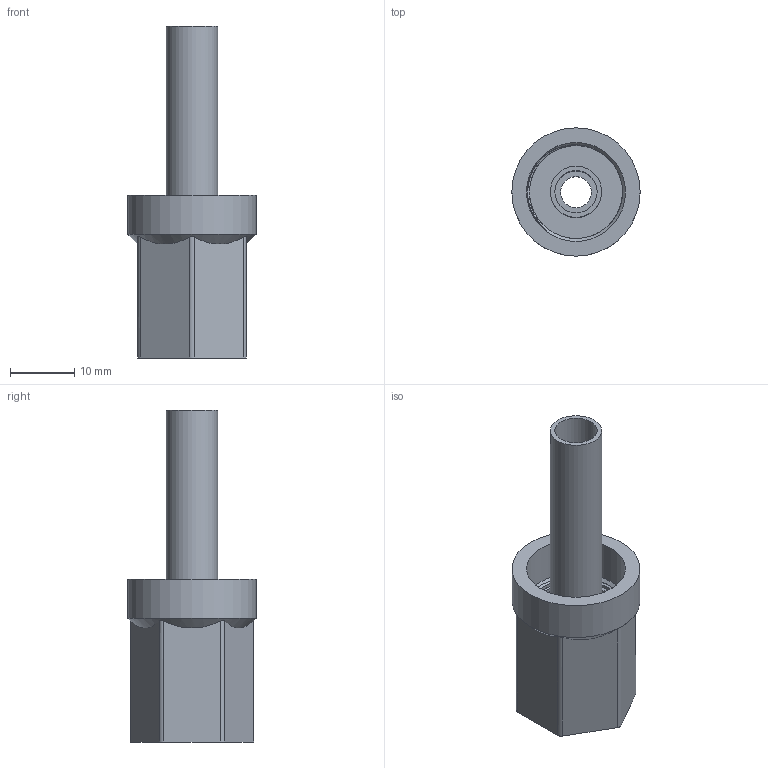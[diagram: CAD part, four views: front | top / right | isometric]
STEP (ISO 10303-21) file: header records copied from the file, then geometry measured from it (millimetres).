
FILE_DESCRIPTION(/* description */ (''),/* implementation_level */ '2;1');
FILE_NAME(/* name */ 'pen plotter v8.step',/* time_stamp */ '2025-05-19T16:06:33-05:00',/* author */ (''),/* organization */ (''),/* preprocessor_version */ 'ST-DEVELOPER v20.1',/* originating_system */ 'Autodesk Translation Framework v14.4.0.0',/* authorisation */ '');
FILE_SCHEMA (('AUTOMOTIVE_DESIGN { 1 0 10303 214 3 1 1 }'));
Length unit declared in the file: inch
Products named in the file (1): pen plotter
Bounding box: 20 x 20 x 51.77 mm (x, y, z)
Volume: 4988.4 mm3; surface area: 4573.5 mm2
Topology: 1 solids, 1 shells, 43 faces, 110 edges, 73 vertices
Faces by surface type: cylinder 21, plane 18, cone 2, bspline 2
Full cylindrical faces by diameter (mm): 4.826 x1, 6.604 x1, 8.001 x1, 14.5 x3, 15.152 x3, 15.443 x1, 20 x1
Entity records: 2387 total; most frequent: CARTESIAN_POINT 1372, ORIENTED_EDGE 220, DIRECTION 181, EDGE_CURVE 110, VERTEX_POINT 73, AXIS2_PLACEMENT_3D 71, EDGE_LOOP 49, FACE_OUTER_BOUND 43
